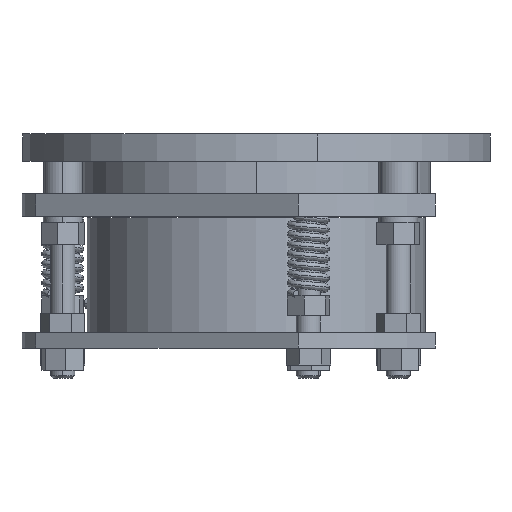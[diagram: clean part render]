
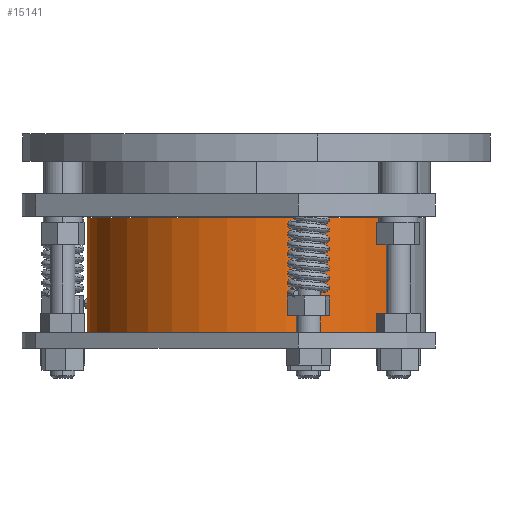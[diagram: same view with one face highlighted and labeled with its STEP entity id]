
A CAD part, left-side view. The second image highlights one B-rep face of the part: STEP entity #15141.
In plain terms, the highlighted cylindrical face has radius 35 mm (diameter 70 mm), a partial arc.
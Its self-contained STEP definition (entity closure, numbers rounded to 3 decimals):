
#902 = CARTESIAN_POINT ( 'NONE',  ( 17.165, 30.502, 8.4 ) ) ;
#903 = CARTESIAN_POINT ( 'NONE',  ( 17.068, 30.556, 8.326 ) ) ;
#904 = CARTESIAN_POINT ( 'NONE',  ( 16.856, 30.674, 8.226 ) ) ;
#905 = CARTESIAN_POINT ( 'NONE',  ( 16.742, 30.736, 8.2 ) ) ;
#906 = CARTESIAN_POINT ( 'NONE',  ( 16.51, 30.862, 8.2 ) ) ;
#907 = CARTESIAN_POINT ( 'NONE',  ( 16.395, 30.923, 8.226 ) ) ;
#908 = CARTESIAN_POINT ( 'NONE',  ( 16.181, 31.035, 8.327 ) ) ;
#909 = CARTESIAN_POINT ( 'NONE',  ( 16.082, 31.086, 8.401 ) ) ;
#910 = CARTESIAN_POINT ( 'NONE',  ( 15.918, 31.171, 8.586 ) ) ;
#911 = CARTESIAN_POINT ( 'NONE',  ( 15.852, 31.205, 8.697 ) ) ;
#912 = CARTESIAN_POINT ( 'NONE',  ( 15.763, 31.25, 8.938 ) ) ;
#913 = CARTESIAN_POINT ( 'NONE',  ( 15.739, 31.261, 9.069 ) ) ;
#914 = CARTESIAN_POINT ( 'NONE',  ( 15.739, 31.261, 9.2 ) ) ;
#920 = B_SPLINE_CURVE_WITH_KNOTS ( 'NONE', 3,
 ( #914, #913, #912, #911, #910, #909, #908, #907, #906, #905, #904, #903, #902, #962, #961, #960 ),
 .UNSPECIFIED., .F., .F.,
 ( 4, 2, 2, 2, 2, 2, 2, 4 ),
 ( 0.003, 0.004, 0.004, 0.004, 0.005, 0.005, 0.005, 0.006 ),
 .UNSPECIFIED. ) ;
#960 = CARTESIAN_POINT ( 'NONE',  ( 17.5, 30.311, 9.2 ) ) ;
#961 = CARTESIAN_POINT ( 'NONE',  ( 17.5, 30.311, 8.936 ) ) ;
#962 = CARTESIAN_POINT ( 'NONE',  ( 17.406, 30.366, 8.677 ) ) ;
#3314 = CARTESIAN_POINT ( 'NONE',  ( 17.5, 30.311, 9.2 ) ) ;
#3366 = CARTESIAN_POINT ( 'NONE',  ( 15.739, 31.261, 9.2 ) ) ;
#3619 = CARTESIAN_POINT ( 'NONE',  ( 15.739, 31.261, 9.2 ) ) ;
#3620 = CARTESIAN_POINT ( 'NONE',  ( 15.739, 31.261, 9.331 ) ) ;
#3621 = CARTESIAN_POINT ( 'NONE',  ( 15.763, 31.25, 9.461 ) ) ;
#3624 = CARTESIAN_POINT ( 'NONE',  ( 16.182, 31.035, 10.074 ) ) ;
#3625 = CARTESIAN_POINT ( 'NONE',  ( 16.396, 30.922, 10.174 ) ) ;
#3626 = CARTESIAN_POINT ( 'NONE',  ( 16.512, 30.86, 10.2 ) ) ;
#3627 = CARTESIAN_POINT ( 'NONE',  ( 17.5, 30.311, 9.332 ) ) ;
#3632 = CARTESIAN_POINT ( 'NONE',  ( 17.165, 30.502, 10. ) ) ;
#3633 = CARTESIAN_POINT ( 'NONE',  ( 17.326, 30.411, 9.815 ) ) ;
#3634 = CARTESIAN_POINT ( 'NONE',  ( 17.5, 30.311, 9.2 ) ) ;
#3638 = CARTESIAN_POINT ( 'NONE',  ( 17.39, 30.374, 9.704 ) ) ;
#3639 = CARTESIAN_POINT ( 'NONE',  ( 17.477, 30.324, 9.462 ) ) ;
#3640 = CARTESIAN_POINT ( 'NONE',  ( 15.852, 31.204, 9.704 ) ) ;
#3641 = CARTESIAN_POINT ( 'NONE',  ( 15.918, 31.171, 9.814 ) ) ;
#3642 = CARTESIAN_POINT ( 'NONE',  ( 16.084, 31.086, 10.001 ) ) ;
#3643 = CARTESIAN_POINT ( 'NONE',  ( 16.742, 30.736, 10.2 ) ) ;
#3644 = CARTESIAN_POINT ( 'NONE',  ( 16.857, 30.673, 10.174 ) ) ;
#3645 = CARTESIAN_POINT ( 'NONE',  ( 17.068, 30.557, 10.074 ) ) ;
#3646 = B_SPLINE_CURVE_WITH_KNOTS ( 'NONE', 3,
 ( #3634, #3627, #3639, #3638, #3633, #3632, #3645, #3644, #3643, #3626, #3625, #3624, #3642, #3641, #3640, #3621, #3620, #3619 ),
 .UNSPECIFIED., .F., .F.,
 ( 4, 2, 2, 2, 2, 2, 2, 2, 4 ),
 ( 0., 0., 0.001, 0.001, 0.002, 0.002, 0.002, 0.003, 0.003 ),
 .UNSPECIFIED. ) ;
#4870 = AXIS2_PLACEMENT_3D ( 'NONE', #4891, #4890, #4889 ) ;
#4871 = CIRCLE ( 'NONE', #4870, 35. ) ;
#4874 = DIRECTION ( 'NONE',  ( -0.5, -0.866, 0. ) ) ;
#4875 = DIRECTION ( 'NONE',  ( 0., 0., -1. ) ) ;
#4876 = CARTESIAN_POINT ( 'NONE',  ( 0., 0., 27. ) ) ;
#4877 = AXIS2_PLACEMENT_3D ( 'NONE', #4876, #4875, #4874 ) ;
#4878 = CIRCLE ( 'NONE', #4877, 35. ) ;
#4888 = CARTESIAN_POINT ( 'NONE',  ( 17.5, 30.311, 27. ) ) ;
#4889 = DIRECTION ( 'NONE',  ( 1., 0., 0. ) ) ;
#4890 = DIRECTION ( 'NONE',  ( 0., 0., -1. ) ) ;
#4891 = CARTESIAN_POINT ( 'NONE',  ( 0., 0., 3.2 ) ) ;
#4892 = CARTESIAN_POINT ( 'NONE',  ( -17.5, -30.311, 27. ) ) ;
#4898 = DIRECTION ( 'NONE',  ( 0., 0., 1. ) ) ;
#4899 = VECTOR ( 'NONE', #4898, 1000. ) ;
#4900 = CARTESIAN_POINT ( 'NONE',  ( -17.5, -30.311, 3. ) ) ;
#4901 = LINE ( 'NONE', #4900, #4899 ) ;
#4911 = LINE ( 'NONE', #4960, #4959 ) ;
#4914 = CARTESIAN_POINT ( 'NONE',  ( -17.5, -30.311, 3.2 ) ) ;
#4917 = DIRECTION ( 'NONE',  ( 0., 0., 1. ) ) ;
#4918 = VECTOR ( 'NONE', #4917, 1000. ) ;
#4919 = CARTESIAN_POINT ( 'NONE',  ( 17.5, 30.311, 3. ) ) ;
#4923 = LINE ( 'NONE', #4919, #4918 ) ;
#4927 = CARTESIAN_POINT ( 'NONE',  ( 17.5, 30.311, 3.2 ) ) ;
#4931 = CYLINDRICAL_SURFACE ( 'NONE', #4956, 35. ) ;
#4936 = DIRECTION ( 'NONE',  ( 0.5, 0.866, 0. ) ) ;
#4937 = DIRECTION ( 'NONE',  ( 0., 0., 1. ) ) ;
#4938 = CARTESIAN_POINT ( 'NONE',  ( 0., 0., 3. ) ) ;
#4956 = AXIS2_PLACEMENT_3D ( 'NONE', #4938, #4937, #4936 ) ;
#4957 = FACE_OUTER_BOUND ( 'NONE', #15136, .T. ) ;
#4958 = DIRECTION ( 'NONE',  ( 0., 0., 1. ) ) ;
#4959 = VECTOR ( 'NONE', #4958, 1000. ) ;
#4960 = CARTESIAN_POINT ( 'NONE',  ( 17.5, 30.311, 3. ) ) ;
#13873 = EDGE_CURVE ( 'NONE', #13929, #14020, #3646, .T. ) ;
#13929 = VERTEX_POINT ( 'NONE', #3314 ) ;
#14020 = VERTEX_POINT ( 'NONE', #3366 ) ;
#14317 = ORIENTED_EDGE ( 'NONE', *, *, #13873, .T. ) ;
#15114 = EDGE_CURVE ( 'NONE', #15138, #15130, #4871, .T. ) ;
#15115 = VERTEX_POINT ( 'NONE', #4888 ) ;
#15117 = VERTEX_POINT ( 'NONE', #4892 ) ;
#15122 = ORIENTED_EDGE ( 'NONE', *, *, #15127, .T. ) ;
#15126 = EDGE_CURVE ( 'NONE', #15138, #15117, #4901, .T. ) ;
#15127 = EDGE_CURVE ( 'NONE', #15117, #15115, #4878, .T. ) ;
#15130 = VERTEX_POINT ( 'NONE', #4927 ) ;
#15131 = ORIENTED_EDGE ( 'NONE', *, *, #15140, .F. ) ;
#15132 = ORIENTED_EDGE ( 'NONE', *, *, #15114, .F. ) ;
#15133 = ORIENTED_EDGE ( 'NONE', *, *, #15126, .T. ) ;
#15136 = EDGE_LOOP ( 'NONE', ( #15132, #15133, #15122, #15131, #14317, #15139, #15147 ) ) ;
#15138 = VERTEX_POINT ( 'NONE', #4914 ) ;
#15139 = ORIENTED_EDGE ( 'NONE', *, *, #15158, .T. ) ;
#15140 = EDGE_CURVE ( 'NONE', #13929, #15115, #4911, .T. ) ;
#15141 = ADVANCED_FACE ( 'NONE', ( #4957 ), #4931, .T. ) ;
#15144 = EDGE_CURVE ( 'NONE', #15130, #13929, #4923, .T. ) ;
#15147 = ORIENTED_EDGE ( 'NONE', *, *, #15144, .F. ) ;
#15158 = EDGE_CURVE ( 'NONE', #14020, #13929, #920, .T. ) ;
